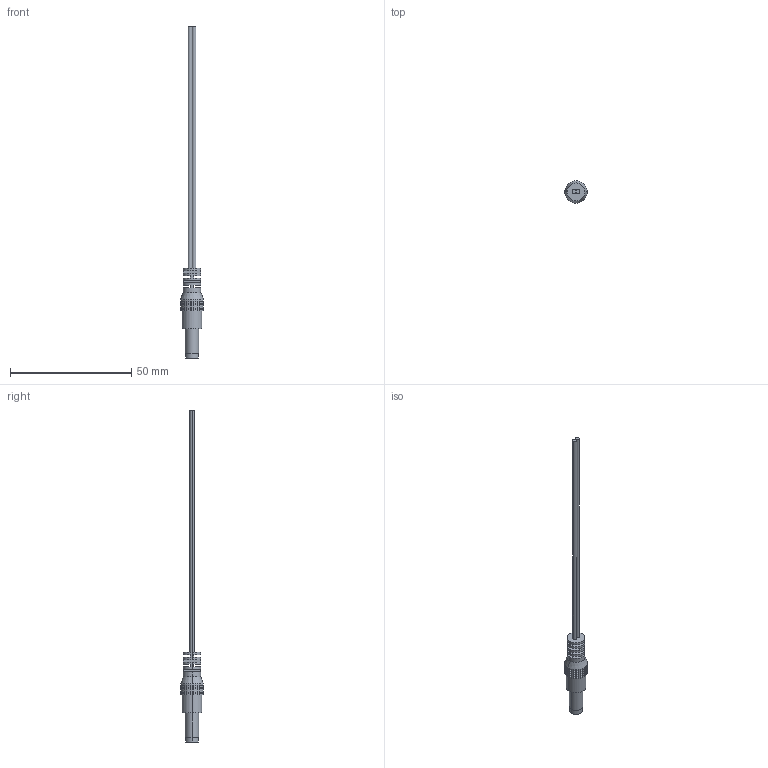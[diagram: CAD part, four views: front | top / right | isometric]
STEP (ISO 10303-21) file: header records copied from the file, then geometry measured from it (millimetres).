
FILE_DESCRIPTION (( 'STEP AP214' ), '1' );
FILE_NAME ('3603285.STEP', '2018-01-15T10:02:03', ( '' ), ( '' ), 'SwSTEP 2.0', 'SolidWorks 2017', '' );
FILE_SCHEMA (( 'AUTOMOTIVE_DESIGN' ));
Length unit declared in the file: millimetre
Products named in the file (1): 3603285
Bounding box: 9.4 x 9.4 x 137 mm (x, y, z)
Volume: 1846.3 mm3; surface area: 2291.7 mm2
Topology: 1 solids, 1 shells, 74 faces, 159 edges, 104 vertices
Faces by surface type: plane 39, cylinder 31, cone 4
Entity records: 2121 total; most frequent: DIRECTION 397, CARTESIAN_POINT 338, ORIENTED_EDGE 318, AXIS2_PLACEMENT_3D 163, EDGE_CURVE 159, VERTEX_POINT 104, EDGE_LOOP 91, CIRCLE 88
